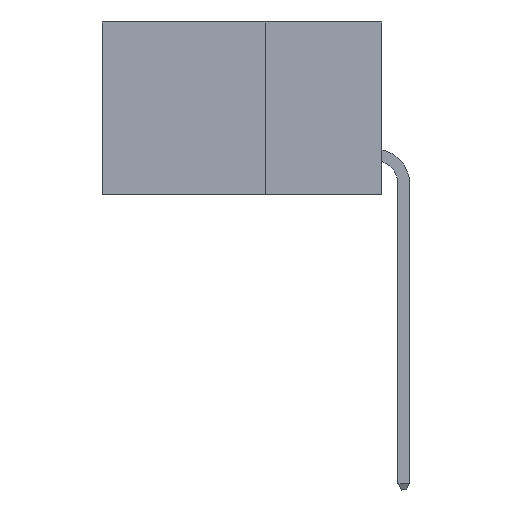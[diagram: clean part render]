
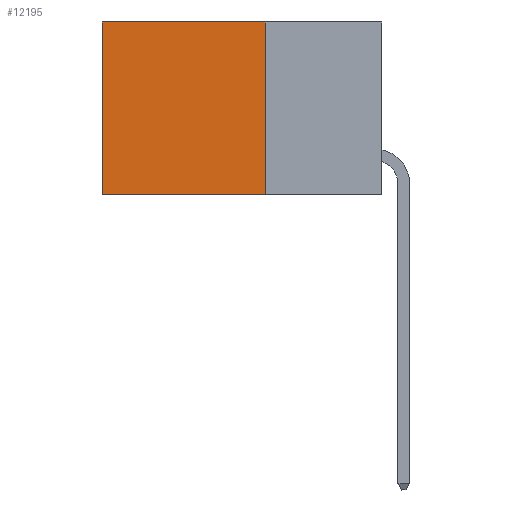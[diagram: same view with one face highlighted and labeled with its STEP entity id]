
A CAD part, left-side view. The second image highlights one B-rep face of the part: STEP entity #12195.
In plain terms, the highlighted planar face has unit normal (-1, 0, 0).
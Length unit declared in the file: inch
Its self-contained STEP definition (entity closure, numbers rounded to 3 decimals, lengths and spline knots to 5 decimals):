
#4185 = ORIENTED_EDGE ( 'NONE', *, *, #22094, .T. ) ;
#7853 = VERTEX_POINT ( 'NONE', #27335 ) ;
#8025 = LINE ( 'NONE', #33526, #31927 ) ;
#9988 = LINE ( 'NONE', #11493, #19106 ) ;
#11061 = AXIS2_PLACEMENT_3D ( 'NONE', #34640, #32060, #34874 ) ;
#11444 = DIRECTION ( 'NONE',  ( 0., 0., -1. ) ) ;
#11493 = CARTESIAN_POINT ( 'NONE',  ( 0.2875, 0.25, 0. ) ) ;
#11741 = VERTEX_POINT ( 'NONE', #16567 ) ;
#12133 = VECTOR ( 'NONE', #34588, 39.37008 ) ;
#12195 = ADVANCED_FACE ( 'NONE', ( #32877 ), #23722, .F. ) ;
#13334 = EDGE_CURVE ( 'NONE', #11741, #7853, #8025, .T. ) ;
#13881 = EDGE_LOOP ( 'NONE', ( #4185, #16708, #35037, #21804 ) ) ;
#15631 = LINE ( 'NONE', #21578, #28605 ) ;
#16567 = CARTESIAN_POINT ( 'NONE',  ( 0.2875, 0.25, 0. ) ) ;
#16708 = ORIENTED_EDGE ( 'NONE', *, *, #32162, .F. ) ;
#17754 = LINE ( 'NONE', #31417, #12133 ) ;
#17868 = VERTEX_POINT ( 'NONE', #30478 ) ;
#19106 = VECTOR ( 'NONE', #33827, 39.37008 ) ;
#20914 = VERTEX_POINT ( 'NONE', #22695 ) ;
#21578 = CARTESIAN_POINT ( 'NONE',  ( 0.2875, 0.25, -0.37 ) ) ;
#21804 = ORIENTED_EDGE ( 'NONE', *, *, #31846, .T. ) ;
#22094 = EDGE_CURVE ( 'NONE', #20914, #17868, #17754, .T. ) ;
#22695 = CARTESIAN_POINT ( 'NONE',  ( 0.2875, 0.6, 0. ) ) ;
#23722 = PLANE ( 'NONE',  #11061 ) ;
#27335 = CARTESIAN_POINT ( 'NONE',  ( 0.2875, 0.25, -0.37 ) ) ;
#28605 = VECTOR ( 'NONE', #35278, 39.37008 ) ;
#30478 = CARTESIAN_POINT ( 'NONE',  ( 0.2875, 0.6, -0.37 ) ) ;
#31417 = CARTESIAN_POINT ( 'NONE',  ( 0.2875, 0.6, 0. ) ) ;
#31846 = EDGE_CURVE ( 'NONE', #11741, #20914, #9988, .T. ) ;
#31927 = VECTOR ( 'NONE', #11444, 39.37008 ) ;
#32060 = DIRECTION ( 'NONE',  ( 1., 0., 0. ) ) ;
#32162 = EDGE_CURVE ( 'NONE', #7853, #17868, #15631, .T. ) ;
#32877 = FACE_OUTER_BOUND ( 'NONE', #13881, .T. ) ;
#33526 = CARTESIAN_POINT ( 'NONE',  ( 0.2875, 0.25, 0. ) ) ;
#33827 = DIRECTION ( 'NONE',  ( 0., 1., 0. ) ) ;
#34588 = DIRECTION ( 'NONE',  ( 0., 0., -1. ) ) ;
#34640 = CARTESIAN_POINT ( 'NONE',  ( 0.2875, 0.25, 0. ) ) ;
#34874 = DIRECTION ( 'NONE',  ( 0., 0., -1. ) ) ;
#35037 = ORIENTED_EDGE ( 'NONE', *, *, #13334, .F. ) ;
#35278 = DIRECTION ( 'NONE',  ( 0., 1., 0. ) ) ;
